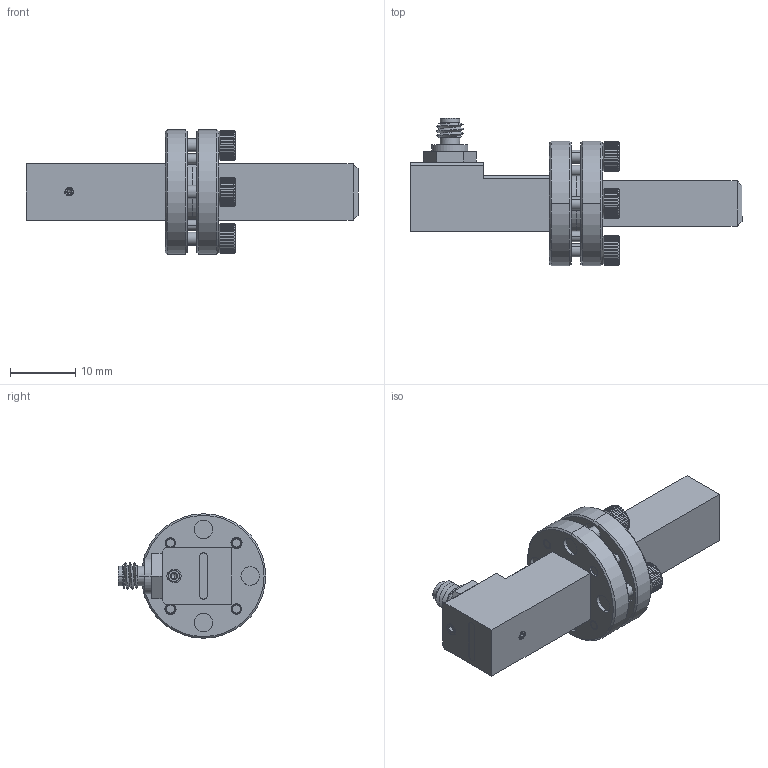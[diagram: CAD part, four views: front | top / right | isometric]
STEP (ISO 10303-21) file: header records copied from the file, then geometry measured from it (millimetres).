
FILE_DESCRIPTION (( 'STEP AP203' ), '1' );
FILE_NAME ('SAR-1532-101F-R2.STEP', '2019-02-12T20:22:32', ( '' ), ( '' ), 'SwSTEP 2.0', 'SolidWorks 2016', '' );
FILE_SCHEMA (( 'CONFIG_CONTROL_DESIGN' ));
Length unit declared in the file: inch
Products named in the file (1): SAR-1532-101F-R2
Bounding box: 50.8 x 22.56 x 19.05 mm (x, y, z)
Volume: 5232.7 mm3; surface area: 4753.2 mm2
Topology: 15 solids, 15 shells, 1016 faces, 2667 edges, 1710 vertices
Faces by surface type: plane 504, cylinder 339, cone 161, torus 8, bspline 4
Entity records: 33635 total; most frequent: CARTESIAN_POINT 9898, ORIENTED_EDGE 5314, DIRECTION 4422, EDGE_CURVE 2657, VERTEX_POINT 1710, AXIS2_PLACEMENT_3D 1700, EDGE_LOOP 1091, VECTOR 1022
